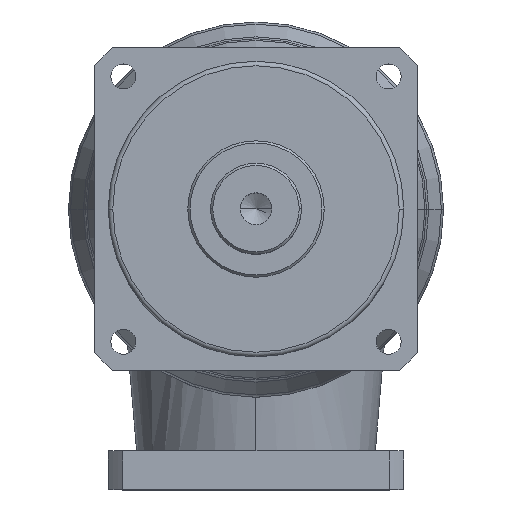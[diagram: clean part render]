
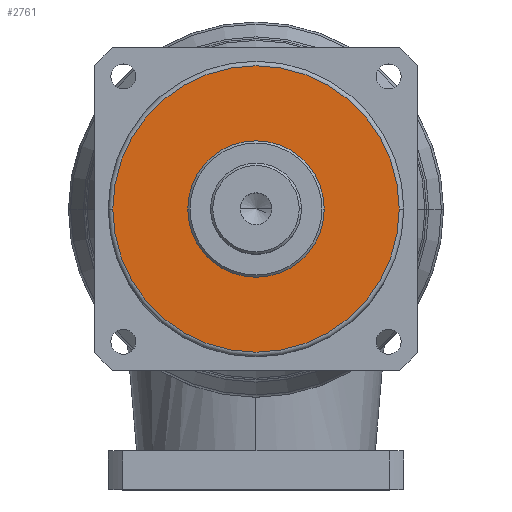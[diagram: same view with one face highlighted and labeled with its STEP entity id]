
A CAD part, top view. The second image highlights one B-rep face of the part: STEP entity #2761.
In plain terms, the highlighted planar face has unit normal (0, 0, 1).
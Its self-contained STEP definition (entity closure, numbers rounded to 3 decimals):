
#51 = CIRCLE ( 'NONE', #1363, 63. ) ;
#160 = DIRECTION ( 'NONE',  ( 1., 0., 0. ) ) ;
#223 = EDGE_LOOP ( 'NONE', ( #2268, #1501 ) ) ;
#413 = PLANE ( 'NONE',  #2289 ) ;
#446 = CARTESIAN_POINT ( 'NONE',  ( 30., 0., 177. ) ) ;
#533 = VERTEX_POINT ( 'NONE', #1866 ) ;
#806 = AXIS2_PLACEMENT_3D ( 'NONE', #1304, #3469, #1618 ) ;
#881 = CARTESIAN_POINT ( 'NONE',  ( 0., 0., 177. ) ) ;
#884 = VERTEX_POINT ( 'NONE', #3951 ) ;
#922 = CIRCLE ( 'NONE', #806, 30. ) ;
#983 = EDGE_CURVE ( 'NONE', #2198, #1841, #2251, .T. ) ;
#1061 = DIRECTION ( 'NONE',  ( 0., 0., 1. ) ) ;
#1129 = AXIS2_PLACEMENT_3D ( 'NONE', #3874, #2023, #160 ) ;
#1214 = EDGE_CURVE ( 'NONE', #1841, #2198, #922, .T. ) ;
#1262 = FACE_BOUND ( 'NONE', #223, .T. ) ;
#1304 = CARTESIAN_POINT ( 'NONE',  ( 0., 0., 177. ) ) ;
#1362 = CARTESIAN_POINT ( 'NONE',  ( 0., 0., 177. ) ) ;
#1363 = AXIS2_PLACEMENT_3D ( 'NONE', #3353, #1494, #3661 ) ;
#1494 = DIRECTION ( 'NONE',  ( 0., 0., 1. ) ) ;
#1501 = ORIENTED_EDGE ( 'NONE', *, *, #983, .F. ) ;
#1618 = DIRECTION ( 'NONE',  ( 1., 0., 0. ) ) ;
#1841 = VERTEX_POINT ( 'NONE', #446 ) ;
#1866 = CARTESIAN_POINT ( 'NONE',  ( 63., 0., 177. ) ) ;
#2023 = DIRECTION ( 'NONE',  ( 0., 0., 1. ) ) ;
#2134 = AXIS2_PLACEMENT_3D ( 'NONE', #881, #3066, #3505 ) ;
#2198 = VERTEX_POINT ( 'NONE', #2625 ) ;
#2251 = CIRCLE ( 'NONE', #2134, 30. ) ;
#2268 = ORIENTED_EDGE ( 'NONE', *, *, #1214, .F. ) ;
#2289 = AXIS2_PLACEMENT_3D ( 'NONE', #1362, #1061, #3233 ) ;
#2363 = CIRCLE ( 'NONE', #1129, 63. ) ;
#2533 = ORIENTED_EDGE ( 'NONE', *, *, #3754, .T. ) ;
#2625 = CARTESIAN_POINT ( 'NONE',  ( -30., 0., 177. ) ) ;
#2761 = ADVANCED_FACE ( 'NONE', ( #2920, #1262 ), #413, .T. ) ;
#2920 = FACE_OUTER_BOUND ( 'NONE', #3974, .T. ) ;
#2943 = EDGE_CURVE ( 'NONE', #884, #533, #51, .T. ) ;
#3066 = DIRECTION ( 'NONE',  ( 0., 0., 1. ) ) ;
#3233 = DIRECTION ( 'NONE',  ( 1., 0., 0. ) ) ;
#3353 = CARTESIAN_POINT ( 'NONE',  ( 0., 0., 177. ) ) ;
#3469 = DIRECTION ( 'NONE',  ( 0., 0., 1. ) ) ;
#3505 = DIRECTION ( 'NONE',  ( 1., 0., 0. ) ) ;
#3661 = DIRECTION ( 'NONE',  ( 1., 0., 0. ) ) ;
#3754 = EDGE_CURVE ( 'NONE', #533, #884, #2363, .T. ) ;
#3867 = ORIENTED_EDGE ( 'NONE', *, *, #2943, .T. ) ;
#3874 = CARTESIAN_POINT ( 'NONE',  ( 0., 0., 177. ) ) ;
#3951 = CARTESIAN_POINT ( 'NONE',  ( -63., 0., 177. ) ) ;
#3974 = EDGE_LOOP ( 'NONE', ( #2533, #3867 ) ) ;
